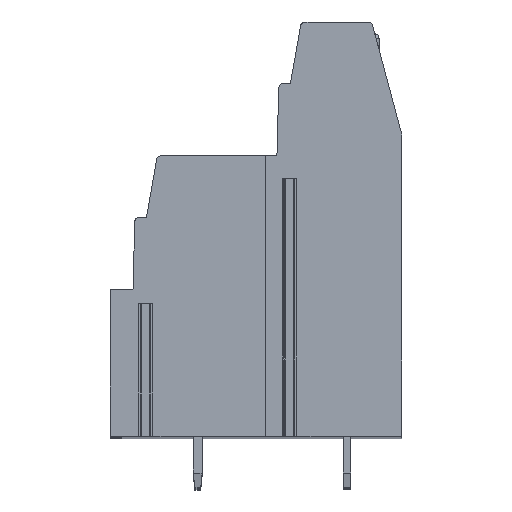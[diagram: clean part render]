
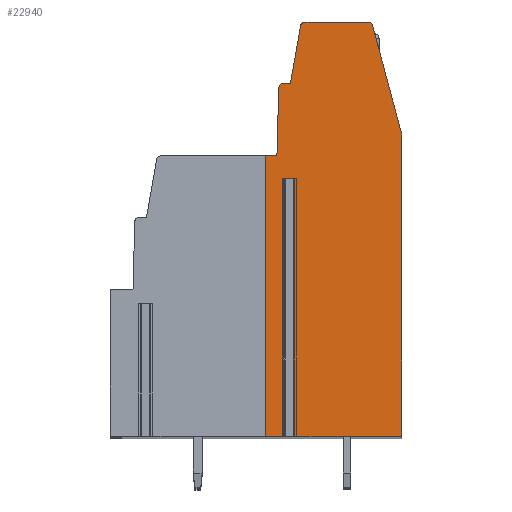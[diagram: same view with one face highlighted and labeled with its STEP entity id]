
A CAD part, top view. The second image highlights one B-rep face of the part: STEP entity #22940.
In plain terms, the highlighted planar face has unit normal (0, 0, 1).
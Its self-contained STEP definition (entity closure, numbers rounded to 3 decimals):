
#13=DIRECTION('',(-1.,0.,0.));
#14=VECTOR('',#13,0.743);
#15=CARTESIAN_POINT('',(1.908,2.65,88.9));
#16=LINE('',#15,#14);
#17=DIRECTION('',(0.,-1.,0.));
#18=VECTOR('',#17,17.55);
#19=CARTESIAN_POINT('',(1.165,2.65,88.9));
#20=LINE('',#19,#18);
#21=DIRECTION('',(1.,0.,0.));
#22=VECTOR('',#21,1.228);
#23=CARTESIAN_POINT('',(-0.063,-14.9,88.9));
#24=LINE('',#23,#22);
#25=DIRECTION('',(-1.,0.,0.));
#26=VECTOR('',#25,0.75);
#27=CARTESIAN_POINT('',(0.687,4.2,88.9));
#28=LINE('',#27,#26);
#29=DIRECTION('',(-0.026,-1.,0.));
#30=VECTOR('',#29,4.609);
#31=CARTESIAN_POINT('',(0.808,8.808,88.9));
#32=LINE('',#31,#30);
#33=CARTESIAN_POINT('',(1.108,8.8,88.9));
#34=DIRECTION('',(0.,0.,1.));
#35=DIRECTION('',(0.,1.,0.));
#36=AXIS2_PLACEMENT_3D('',#33,#34,#35);
#38=DIRECTION('',(-1.,0.,0.));
#39=VECTOR('',#38,0.497);
#40=CARTESIAN_POINT('',(1.605,9.1,88.9));
#41=LINE('',#40,#39);
#42=DIRECTION('',(-0.174,-0.985,0.));
#43=VECTOR('',#42,4.013);
#44=CARTESIAN_POINT('',(2.301,13.052,88.9));
#45=LINE('',#44,#43);
#46=CARTESIAN_POINT('',(2.597,13.,88.9));
#47=DIRECTION('',(0.,0.,1.));
#48=DIRECTION('',(0.,1.,0.));
#49=AXIS2_PLACEMENT_3D('',#46,#47,#48);
#51=DIRECTION('',(-1.,0.,0.));
#52=VECTOR('',#51,4.31);
#53=CARTESIAN_POINT('',(6.907,13.3,88.9));
#54=LINE('',#53,#52);
#55=CARTESIAN_POINT('',(6.907,13.,88.9));
#56=DIRECTION('',(0.,0.,1.));
#57=DIRECTION('',(0.966,0.259,0.));
#58=AXIS2_PLACEMENT_3D('',#55,#56,#57);
#60=CARTESIAN_POINT('',(8.187,5.518,88.9));
#61=DIRECTION('',(0.,0.,1.));
#62=DIRECTION('',(1.,0.,0.));
#63=AXIS2_PLACEMENT_3D('',#60,#61,#62);
#65=DIRECTION('',(0.,1.,0.));
#66=VECTOR('',#65,20.418);
#67=CARTESIAN_POINT('',(9.187,-14.9,88.9));
#68=LINE('',#67,#66);
#69=DIRECTION('',(1.,0.,0.));
#70=VECTOR('',#69,7.279);
#71=CARTESIAN_POINT('',(1.908,-14.9,88.9));
#72=LINE('',#71,#70);
#73=DIRECTION('',(0.,-1.,0.));
#74=VECTOR('',#73,17.55);
#75=CARTESIAN_POINT('',(1.908,2.65,88.9));
#76=LINE('',#75,#74);
#3507=DIRECTION('',(-0.259,0.966,0.));
#3508=VECTOR('',#3507,7.558);
#3509=CARTESIAN_POINT('',(9.153,5.777,88.9));
#3510=LINE('',#3509,#3508);
#9436=DIRECTION('',(0.,-1.,0.));
#9437=VECTOR('',#9436,19.1);
#9438=CARTESIAN_POINT('',(-0.063,4.2,88.9));
#9439=LINE('',#9438,#9437);
#18055=CARTESIAN_POINT('',(9.187,-14.9,88.9));
#18056=CARTESIAN_POINT('',(9.187,5.518,88.9));
#18057=VERTEX_POINT('',#18055);
#18058=VERTEX_POINT('',#18056);
#18059=CARTESIAN_POINT('',(9.153,5.777,88.9));
#18060=VERTEX_POINT('',#18059);
#18061=CARTESIAN_POINT('',(7.197,13.078,88.9));
#18062=CARTESIAN_POINT('',(6.907,13.3,88.9));
#18063=VERTEX_POINT('',#18061);
#18064=VERTEX_POINT('',#18062);
#18065=CARTESIAN_POINT('',(2.597,13.3,88.9));
#18066=VERTEX_POINT('',#18065);
#18067=CARTESIAN_POINT('',(2.301,13.052,88.9));
#18068=VERTEX_POINT('',#18067);
#18069=CARTESIAN_POINT('',(1.605,9.1,88.9));
#18070=VERTEX_POINT('',#18069);
#18071=CARTESIAN_POINT('',(1.108,9.1,88.9));
#18072=VERTEX_POINT('',#18071);
#18073=CARTESIAN_POINT('',(0.808,8.808,88.9));
#18074=VERTEX_POINT('',#18073);
#18075=CARTESIAN_POINT('',(0.687,4.2,88.9));
#18076=VERTEX_POINT('',#18075);
#18119=CARTESIAN_POINT('',(-0.063,-14.9,88.9));
#18121=VERTEX_POINT('',#18119);
#18127=CARTESIAN_POINT('',(-0.063,4.2,88.9));
#18128=VERTEX_POINT('',#18127);
#18203=CARTESIAN_POINT('',(1.908,2.65,88.9));
#18204=CARTESIAN_POINT('',(1.165,2.65,88.9));
#18205=VERTEX_POINT('',#18203);
#18206=VERTEX_POINT('',#18204);
#18207=CARTESIAN_POINT('',(1.908,-14.9,88.9));
#18208=VERTEX_POINT('',#18207);
#18209=CARTESIAN_POINT('',(1.165,-14.9,88.9));
#18210=VERTEX_POINT('',#18209);
#22899=CARTESIAN_POINT('',(0.,0.,88.9));
#22900=DIRECTION('',(0.,0.,1.));
#22901=DIRECTION('',(1.,0.,0.));
#22902=AXIS2_PLACEMENT_3D('',#22899,#22900,#22901);
#22903=PLANE('',#22902);
#22905=ORIENTED_EDGE('',*,*,#22904,.T.);
#22907=ORIENTED_EDGE('',*,*,#22906,.T.);
#22909=ORIENTED_EDGE('',*,*,#22908,.F.);
#22911=ORIENTED_EDGE('',*,*,#22910,.F.);
#22913=ORIENTED_EDGE('',*,*,#22912,.F.);
#22915=ORIENTED_EDGE('',*,*,#22914,.F.);
#22917=ORIENTED_EDGE('',*,*,#22916,.F.);
#22919=ORIENTED_EDGE('',*,*,#22918,.F.);
#22921=ORIENTED_EDGE('',*,*,#22920,.F.);
#22923=ORIENTED_EDGE('',*,*,#22922,.F.);
#22925=ORIENTED_EDGE('',*,*,#22924,.F.);
#22927=ORIENTED_EDGE('',*,*,#22926,.F.);
#22929=ORIENTED_EDGE('',*,*,#22928,.F.);
#22931=ORIENTED_EDGE('',*,*,#22930,.F.);
#22933=ORIENTED_EDGE('',*,*,#22932,.F.);
#22935=ORIENTED_EDGE('',*,*,#22934,.F.);
#22937=ORIENTED_EDGE('',*,*,#22936,.F.);
#22938=EDGE_LOOP('',(#22905,#22907,#22909,#22911,#22913,#22915,#22917,#22919,
#22921,#22923,#22925,#22927,#22929,#22931,#22933,#22935,#22937));
#22939=FACE_OUTER_BOUND('',#22938,.F.);
#37=CIRCLE('',#36,0.3);
#50=CIRCLE('',#49,0.3);
#59=CIRCLE('',#58,0.3);
#64=CIRCLE('',#63,1.);
#22904=EDGE_CURVE('',#18205,#18206,#16,.T.);
#22906=EDGE_CURVE('',#18206,#18210,#20,.T.);
#22908=EDGE_CURVE('',#18121,#18210,#24,.T.);
#22910=EDGE_CURVE('',#18128,#18121,#9439,.T.);
#22912=EDGE_CURVE('',#18076,#18128,#28,.T.);
#22914=EDGE_CURVE('',#18074,#18076,#32,.T.);
#22916=EDGE_CURVE('',#18072,#18074,#37,.T.);
#22918=EDGE_CURVE('',#18070,#18072,#41,.T.);
#22920=EDGE_CURVE('',#18068,#18070,#45,.T.);
#22922=EDGE_CURVE('',#18066,#18068,#50,.T.);
#22924=EDGE_CURVE('',#18064,#18066,#54,.T.);
#22926=EDGE_CURVE('',#18063,#18064,#59,.T.);
#22928=EDGE_CURVE('',#18060,#18063,#3510,.T.);
#22930=EDGE_CURVE('',#18058,#18060,#64,.T.);
#22932=EDGE_CURVE('',#18057,#18058,#68,.T.);
#22934=EDGE_CURVE('',#18208,#18057,#72,.T.);
#22936=EDGE_CURVE('',#18205,#18208,#76,.T.);
#22940=ADVANCED_FACE('',(#22939),#22903,.T.);
